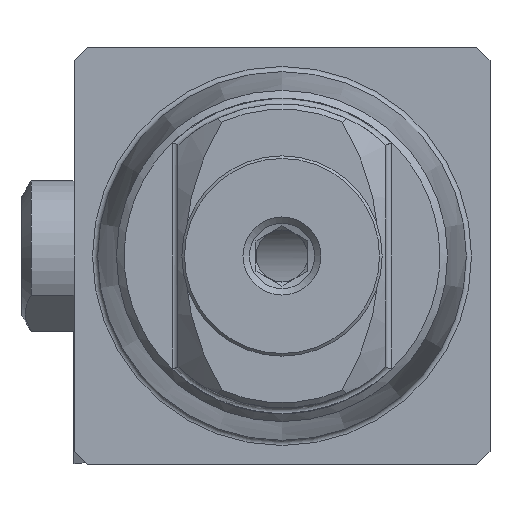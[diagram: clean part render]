
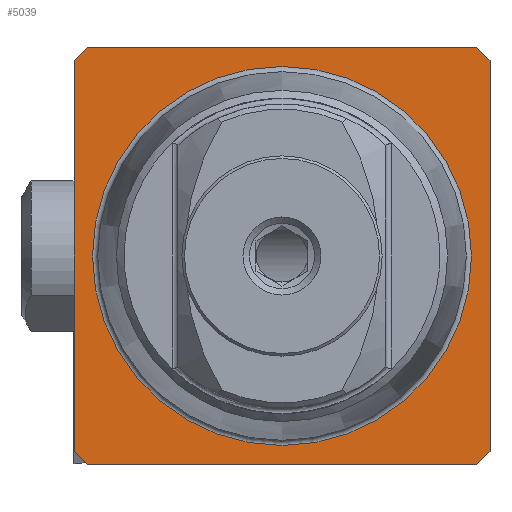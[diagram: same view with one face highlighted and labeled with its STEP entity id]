
A CAD part, left-side view. The second image highlights one B-rep face of the part: STEP entity #5039.
In plain terms, the highlighted planar face has unit normal (-1, 0, 0).
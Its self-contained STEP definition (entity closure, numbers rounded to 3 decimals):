
#25 = VERTEX_POINT ( 'NONE', #1406 ) ;
#164 = VERTEX_POINT ( 'NONE', #4184 ) ;
#185 = DIRECTION ( 'NONE',  ( 0., 0., -1. ) ) ;
#288 = VERTEX_POINT ( 'NONE', #5939 ) ;
#328 = LINE ( 'NONE', #2085, #2696 ) ;
#436 = CARTESIAN_POINT ( 'NONE',  ( 0., -8., -7.5 ) ) ;
#479 = CARTESIAN_POINT ( 'NONE',  ( 0., -8., 0. ) ) ;
#580 = VERTEX_POINT ( 'NONE', #5297 ) ;
#627 = ORIENTED_EDGE ( 'NONE', *, *, #5318, .T. ) ;
#995 = PLANE ( 'NONE',  #2709 ) ;
#1067 = VERTEX_POINT ( 'NONE', #3018 ) ;
#1152 = CARTESIAN_POINT ( 'NONE',  ( 0., 7.287, 8. ) ) ;
#1189 = VERTEX_POINT ( 'NONE', #2153 ) ;
#1196 = VECTOR ( 'NONE', #2310, 1000. ) ;
#1312 = ORIENTED_EDGE ( 'NONE', *, *, #5506, .T. ) ;
#1406 = CARTESIAN_POINT ( 'NONE',  ( 0., 7.5, -8. ) ) ;
#1652 = CARTESIAN_POINT ( 'NONE',  ( 0., 7.287, -8. ) ) ;
#1663 = DIRECTION ( 'NONE',  ( 0., 0., -1. ) ) ;
#1667 = DIRECTION ( 'NONE',  ( 0., -1., 0. ) ) ;
#1817 = VECTOR ( 'NONE', #3802, 1000. ) ;
#1910 = DIRECTION ( 'NONE',  ( 0., 0.707, -0.707 ) ) ;
#1976 = CARTESIAN_POINT ( 'NONE',  ( 0., -7.5, 8. ) ) ;
#2085 = CARTESIAN_POINT ( 'NONE',  ( 0., -7.5, 8. ) ) ;
#2110 = DIRECTION ( 'NONE',  ( 0., 0.707, 0.707 ) ) ;
#2112 = VECTOR ( 'NONE', #2596, 1000. ) ;
#2153 = CARTESIAN_POINT ( 'NONE',  ( 0., -8., -7.5 ) ) ;
#2237 = VECTOR ( 'NONE', #1663, 1000. ) ;
#2246 = CIRCLE ( 'NONE', #3777, 7.287 ) ;
#2310 = DIRECTION ( 'NONE',  ( 0., -0.707, 0.707 ) ) ;
#2386 = VECTOR ( 'NONE', #1910, 1000. ) ;
#2487 = CARTESIAN_POINT ( 'NONE',  ( 0., 7.287, 0. ) ) ;
#2596 = DIRECTION ( 'NONE',  ( 0., 1., 0. ) ) ;
#2633 = EDGE_CURVE ( 'NONE', #288, #1189, #5124, .T. ) ;
#2686 = VECTOR ( 'NONE', #3478, 1000. ) ;
#2692 = ORIENTED_EDGE ( 'NONE', *, *, #4424, .T. ) ;
#2696 = VECTOR ( 'NONE', #2110, 1000. ) ;
#2709 = AXIS2_PLACEMENT_3D ( 'NONE', #2487, #3436, #185 ) ;
#2773 = ORIENTED_EDGE ( 'NONE', *, *, #4242, .T. ) ;
#2832 = FACE_BOUND ( 'NONE', #5776, .T. ) ;
#3018 = CARTESIAN_POINT ( 'NONE',  ( 0., 8., -7.5 ) ) ;
#3059 = LINE ( 'NONE', #4812, #2686 ) ;
#3118 = CARTESIAN_POINT ( 'NONE',  ( 0., 7.5, 8. ) ) ;
#3299 = VECTOR ( 'NONE', #1667, 1000. ) ;
#3359 = VERTEX_POINT ( 'NONE', #1976 ) ;
#3362 = LINE ( 'NONE', #436, #1196 ) ;
#3436 = DIRECTION ( 'NONE',  ( 1., 0., 0. ) ) ;
#3475 = EDGE_CURVE ( 'NONE', #580, #25, #4589, .T. ) ;
#3478 = DIRECTION ( 'NONE',  ( 0., -0.707, -0.707 ) ) ;
#3724 = ORIENTED_EDGE ( 'NONE', *, *, #2633, .F. ) ;
#3777 = AXIS2_PLACEMENT_3D ( 'NONE', #3979, #5433, #5789 ) ;
#3802 = DIRECTION ( 'NONE',  ( 0., 0., -1. ) ) ;
#3979 = CARTESIAN_POINT ( 'NONE',  ( 0., 0., 0. ) ) ;
#4047 = CARTESIAN_POINT ( 'NONE',  ( 0., 8., 0. ) ) ;
#4097 = ORIENTED_EDGE ( 'NONE', *, *, #5660, .F. ) ;
#4184 = CARTESIAN_POINT ( 'NONE',  ( 0., 0., 7.287 ) ) ;
#4242 = EDGE_CURVE ( 'NONE', #4645, #6172, #5804, .T. ) ;
#4271 = FACE_OUTER_BOUND ( 'NONE', #6241, .T. ) ;
#4424 = EDGE_CURVE ( 'NONE', #288, #3359, #328, .T. ) ;
#4583 = LINE ( 'NONE', #1152, #3299 ) ;
#4589 = LINE ( 'NONE', #1652, #2112 ) ;
#4631 = EDGE_CURVE ( 'NONE', #6172, #1067, #5575, .T. ) ;
#4645 = VERTEX_POINT ( 'NONE', #3118 ) ;
#4812 = CARTESIAN_POINT ( 'NONE',  ( 0., 8., -7.5 ) ) ;
#4825 = ORIENTED_EDGE ( 'NONE', *, *, #4631, .T. ) ;
#5039 = ADVANCED_FACE ( 'NONE', ( #2832, #4271 ), #995, .F. ) ;
#5124 = LINE ( 'NONE', #479, #1817 ) ;
#5297 = CARTESIAN_POINT ( 'NONE',  ( 0., -7.5, -8. ) ) ;
#5318 = EDGE_CURVE ( 'NONE', #580, #1189, #3362, .T. ) ;
#5336 = CARTESIAN_POINT ( 'NONE',  ( 0., 7.5, 8. ) ) ;
#5433 = DIRECTION ( 'NONE',  ( -1., 0., 0. ) ) ;
#5506 = EDGE_CURVE ( 'NONE', #1067, #25, #3059, .T. ) ;
#5568 = ORIENTED_EDGE ( 'NONE', *, *, #6038, .F. ) ;
#5575 = LINE ( 'NONE', #4047, #2237 ) ;
#5660 = EDGE_CURVE ( 'NONE', #164, #164, #2246, .T. ) ;
#5671 = CARTESIAN_POINT ( 'NONE',  ( 0., 8., 7.5 ) ) ;
#5776 = EDGE_LOOP ( 'NONE', ( #4097 ) ) ;
#5789 = DIRECTION ( 'NONE',  ( 0., 0., 1. ) ) ;
#5804 = LINE ( 'NONE', #5336, #2386 ) ;
#5939 = CARTESIAN_POINT ( 'NONE',  ( 0., -8., 7.5 ) ) ;
#5947 = ORIENTED_EDGE ( 'NONE', *, *, #3475, .F. ) ;
#6038 = EDGE_CURVE ( 'NONE', #4645, #3359, #4583, .T. ) ;
#6172 = VERTEX_POINT ( 'NONE', #5671 ) ;
#6241 = EDGE_LOOP ( 'NONE', ( #4825, #1312, #5947, #627, #3724, #2692, #5568, #2773 ) ) ;
